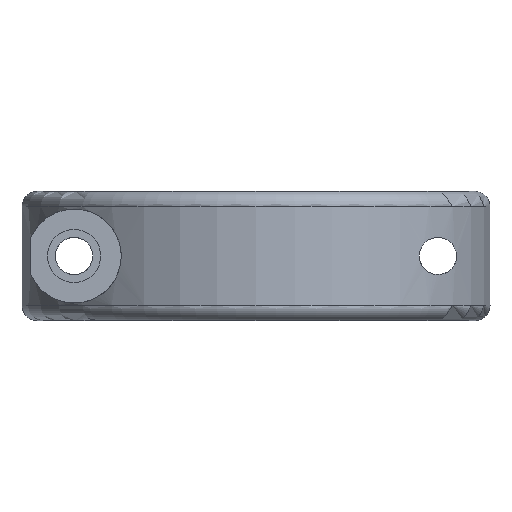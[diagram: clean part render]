
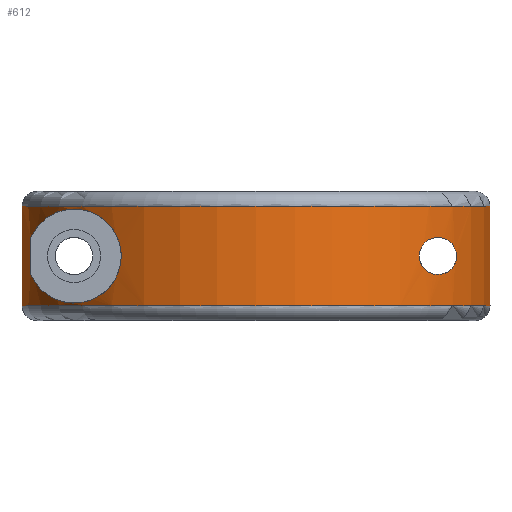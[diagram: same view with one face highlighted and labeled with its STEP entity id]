
A CAD part, front view. The second image highlights one B-rep face of the part: STEP entity #612.
In plain terms, the highlighted cylindrical face has radius 10 mm (diameter 20 mm), a partial arc.
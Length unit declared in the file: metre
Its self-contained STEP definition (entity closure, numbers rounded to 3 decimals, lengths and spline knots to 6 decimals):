
#23=CYLINDRICAL_SURFACE('',#687,0.01);
#44=FACE_BOUND('',#208,.T.);
#45=FACE_BOUND('',#209,.T.);
#72=LINE('',#1190,#98);
#76=LINE('',#1232,#102);
#78=LINE('',#1316,#104);
#98=VECTOR('',#817,0.00423);
#102=VECTOR('',#841,0.00423);
#104=VECTOR('',#859,0.001581);
#119=B_SPLINE_CURVE_WITH_KNOTS('',3,(#1245,#1246,#1247,#1248,#1249,#1250,
#1251,#1252,#1253,#1254,#1255,#1256,#1257,#1258,#1259,#1260,#1261,#1262,
#1263,#1264,#1265,#1266,#1267,#1268,#1269,#1270,#1271,#1272,#1273,#1274,
#1275,#1276,#1277,#1278,#1279,#1280,#1281,#1282),.UNSPECIFIED.,.T.,.F.,
(4,2,2,2,2,2,2,2,2,2,2,2,2,2,2,2,2,2,4),(-0.632377,-0.61711,
-0.601844,-0.57131,-0.518956,-0.466601,
-0.42056,-0.37452,-0.345354,-0.316188,
-0.287023,-0.257857,-0.211817,-0.165776,
-0.113421,-0.061067,-0.030533,-0.015267,
0.),.UNSPECIFIED.);
#120=B_SPLINE_CURVE_WITH_KNOTS('',3,(#1285,#1286,#1287,#1288,#1289,#1290,
#1291,#1292,#1293,#1294,#1295,#1296,#1297,#1298,#1299,#1300,#1301,#1302,
#1303,#1304,#1305,#1306,#1307,#1308,#1309,#1310,#1311,#1312,#1313,#1314,
#1315),.UNSPECIFIED.,.F.,.F.,(4,2,2,2,2,2,2,3,2,2,2,2,2,2,4),(-0.762841,
-0.68336,-0.523783,-0.364205,-0.255422,
-0.146638,-0.073319,0.,0.073319,0.146638,
0.255422,0.364205,0.523783,0.68336,
0.762841),.UNSPECIFIED.);
#162=FACE_OUTER_BOUND('',#207,.T.);
#207=EDGE_LOOP('',(#553,#554,#555,#556));
#208=EDGE_LOOP('',(#557));
#209=EDGE_LOOP('',(#558,#559));
#246=CIRCLE('',#686,0.01);
#247=CIRCLE('',#688,0.01);
#303=VERTEX_POINT('',#1187);
#304=VERTEX_POINT('',#1189);
#311=VERTEX_POINT('',#1229);
#312=VERTEX_POINT('',#1231);
#315=VERTEX_POINT('',#1244);
#316=VERTEX_POINT('',#1283);
#317=VERTEX_POINT('',#1284);
#380=EDGE_CURVE('',#304,#303,#72,.T.);
#392=EDGE_CURVE('',#312,#311,#76,.T.);
#397=EDGE_CURVE('',#303,#312,#246,.T.);
#398=EDGE_CURVE('',#311,#304,#247,.T.);
#399=EDGE_CURVE('',#315,#315,#119,.T.);
#400=EDGE_CURVE('',#316,#317,#120,.T.);
#401=EDGE_CURVE('',#317,#316,#78,.T.);
#553=ORIENTED_EDGE('',*,*,#398,.T.);
#554=ORIENTED_EDGE('',*,*,#380,.T.);
#555=ORIENTED_EDGE('',*,*,#397,.T.);
#556=ORIENTED_EDGE('',*,*,#392,.T.);
#557=ORIENTED_EDGE('',*,*,#399,.T.);
#558=ORIENTED_EDGE('',*,*,#400,.T.);
#559=ORIENTED_EDGE('',*,*,#401,.T.);
#612=ADVANCED_FACE('',(#162,#44,#45),#23,.T.);
#686=AXIS2_PLACEMENT_3D('',#1241,#853,#854);
#687=AXIS2_PLACEMENT_3D('',#1242,#855,#856);
#688=AXIS2_PLACEMENT_3D('',#1243,#857,#858);
#817=DIRECTION('',(0.,0.,-1.));
#841=DIRECTION('',(0.,0.,1.));
#853=DIRECTION('center_axis',(0.,0.,1.));
#854=DIRECTION('ref_axis',(-0.997,-0.08,0.));
#855=DIRECTION('center_axis',(0.,0.,-1.));
#856=DIRECTION('ref_axis',(-1.,0.,0.));
#857=DIRECTION('center_axis',(0.,0.,-1.));
#858=DIRECTION('ref_axis',(0.997,-0.08,0.));
#859=DIRECTION('',(0.,0.,1.));
#1187=CARTESIAN_POINT('',(-0.008965,0.009438,0.016793));
#1189=CARTESIAN_POINT('',(-0.008965,0.009438,0.021023));
#1190=CARTESIAN_POINT('',(-0.008965,0.009438,0.021023));
#1229=CARTESIAN_POINT('',(0.01097,0.009438,0.021023));
#1231=CARTESIAN_POINT('',(0.01097,0.009438,0.016793));
#1232=CARTESIAN_POINT('',(0.01097,0.009438,0.016793));
#1241=CARTESIAN_POINT('Origin',(0.001003,0.010238,0.016793));
#1242=CARTESIAN_POINT('Origin',(0.001003,0.010238,0.021108));
#1243=CARTESIAN_POINT('Origin',(0.001003,0.010238,0.021023));
#1244=CARTESIAN_POINT('',(0.007959,0.003054,0.018908));
#1245=CARTESIAN_POINT('Ctrl Pts',(0.009546,0.005041,
0.018908));
#1246=CARTESIAN_POINT('Ctrl Pts',(0.009546,0.005041,
0.018857));
#1247=CARTESIAN_POINT('Ctrl Pts',(0.009541,0.005033,
0.018807));
#1248=CARTESIAN_POINT('Ctrl Pts',(0.009523,0.005003,
0.018712));
#1249=CARTESIAN_POINT('Ctrl Pts',(0.00951,0.004982,
0.018666));
#1250=CARTESIAN_POINT('Ctrl Pts',(0.009461,0.004903,
0.018539));
#1251=CARTESIAN_POINT('Ctrl Pts',(0.009416,0.004831,
0.018466));
#1252=CARTESIAN_POINT('Ctrl Pts',(0.00929,0.00464,
0.018311));
#1253=CARTESIAN_POINT('Ctrl Pts',(0.009192,0.004496,
0.018237));
#1254=CARTESIAN_POINT('Ctrl Pts',(0.008978,0.004203,
0.018138));
#1255=CARTESIAN_POINT('Ctrl Pts',(0.008863,0.004053,
0.018115));
#1256=CARTESIAN_POINT('Ctrl Pts',(0.008656,0.003799,
0.018115));
#1257=CARTESIAN_POINT('Ctrl Pts',(0.008547,0.003672,
0.018133));
#1258=CARTESIAN_POINT('Ctrl Pts',(0.008336,0.003437,
0.018223));
#1259=CARTESIAN_POINT('Ctrl Pts',(0.008234,0.00333,
0.018294));
#1260=CARTESIAN_POINT('Ctrl Pts',(0.008098,0.003191,
0.018452));
#1261=CARTESIAN_POINT('Ctrl Pts',(0.008047,0.003141,
0.018531));
#1262=CARTESIAN_POINT('Ctrl Pts',(0.007978,0.003072,
0.018711));
#1263=CARTESIAN_POINT('Ctrl Pts',(0.007959,0.003054,
0.018811));
#1264=CARTESIAN_POINT('Ctrl Pts',(0.007959,0.003054,
0.019006));
#1265=CARTESIAN_POINT('Ctrl Pts',(0.007978,0.003072,
0.019106));
#1266=CARTESIAN_POINT('Ctrl Pts',(0.008047,0.003141,
0.019285));
#1267=CARTESIAN_POINT('Ctrl Pts',(0.008098,0.003191,
0.019364));
#1268=CARTESIAN_POINT('Ctrl Pts',(0.008234,0.00333,
0.019523));
#1269=CARTESIAN_POINT('Ctrl Pts',(0.008336,0.003437,
0.019594));
#1270=CARTESIAN_POINT('Ctrl Pts',(0.008547,0.003672,
0.019684));
#1271=CARTESIAN_POINT('Ctrl Pts',(0.008656,0.003799,
0.019702));
#1272=CARTESIAN_POINT('Ctrl Pts',(0.008863,0.004053,
0.019702));
#1273=CARTESIAN_POINT('Ctrl Pts',(0.008978,0.004203,
0.019678));
#1274=CARTESIAN_POINT('Ctrl Pts',(0.009192,0.004496,
0.01958));
#1275=CARTESIAN_POINT('Ctrl Pts',(0.00929,0.00464,
0.019506));
#1276=CARTESIAN_POINT('Ctrl Pts',(0.009416,0.004831,
0.019351));
#1277=CARTESIAN_POINT('Ctrl Pts',(0.009461,0.004903,
0.019278));
#1278=CARTESIAN_POINT('Ctrl Pts',(0.00951,0.004982,
0.01915));
#1279=CARTESIAN_POINT('Ctrl Pts',(0.009523,0.005003,
0.019105));
#1280=CARTESIAN_POINT('Ctrl Pts',(0.009541,0.005033,
0.019009));
#1281=CARTESIAN_POINT('Ctrl Pts',(0.009546,0.005041,
0.018959));
#1282=CARTESIAN_POINT('Ctrl Pts',(0.009546,0.005041,
0.018908));
#1283=CARTESIAN_POINT('',(-0.008592,0.007418,0.019699));
#1284=CARTESIAN_POINT('',(-0.008592,0.007418,0.018118));
#1285=CARTESIAN_POINT('Ctrl Pts',(-0.008592,0.007418,
0.019699));
#1286=CARTESIAN_POINT('Ctrl Pts',(-0.008524,0.007189,
0.019856));
#1287=CARTESIAN_POINT('Ctrl Pts',(-0.008441,0.006939,
0.019994));
#1288=CARTESIAN_POINT('Ctrl Pts',(-0.008187,0.006264,
0.020335));
#1289=CARTESIAN_POINT('Ctrl Pts',(-0.00796,0.005767,
0.020537));
#1290=CARTESIAN_POINT('Ctrl Pts',(-0.007409,0.004801,
0.020828));
#1291=CARTESIAN_POINT('Ctrl Pts',(-0.007084,0.00433,
0.020915));
#1292=CARTESIAN_POINT('Ctrl Pts',(-0.006518,0.003637,
0.020915));
#1293=CARTESIAN_POINT('Ctrl Pts',(-0.006252,0.003345,
0.020874));
#1294=CARTESIAN_POINT('Ctrl Pts',(-0.005723,0.002828,
0.020657));
#1295=CARTESIAN_POINT('Ctrl Pts',(-0.005461,0.002602,
0.020481));
#1296=CARTESIAN_POINT('Ctrl Pts',(-0.005105,0.002317,
0.020081));
#1297=CARTESIAN_POINT('Ctrl Pts',(-0.004971,0.002217,
0.019874));
#1298=CARTESIAN_POINT('Ctrl Pts',(-0.004789,0.002084,
0.01941));
#1299=CARTESIAN_POINT('Ctrl Pts',(-0.004741,0.002052,
0.019153));
#1300=CARTESIAN_POINT('Ctrl Pts',(-0.004741,0.002052,
0.018908));
#1301=CARTESIAN_POINT('Ctrl Pts',(-0.004741,0.002052,
0.018664));
#1302=CARTESIAN_POINT('Ctrl Pts',(-0.004789,0.002084,
0.018407));
#1303=CARTESIAN_POINT('Ctrl Pts',(-0.004971,0.002217,
0.017943));
#1304=CARTESIAN_POINT('Ctrl Pts',(-0.005105,0.002317,
0.017736));
#1305=CARTESIAN_POINT('Ctrl Pts',(-0.005461,0.002602,
0.017336));
#1306=CARTESIAN_POINT('Ctrl Pts',(-0.005723,0.002828,
0.017159));
#1307=CARTESIAN_POINT('Ctrl Pts',(-0.006252,0.003345,
0.016943));
#1308=CARTESIAN_POINT('Ctrl Pts',(-0.006518,0.003637,
0.016902));
#1309=CARTESIAN_POINT('Ctrl Pts',(-0.007084,0.00433,
0.016902));
#1310=CARTESIAN_POINT('Ctrl Pts',(-0.007409,0.004801,
0.016988));
#1311=CARTESIAN_POINT('Ctrl Pts',(-0.00796,0.005767,
0.017279));
#1312=CARTESIAN_POINT('Ctrl Pts',(-0.008187,0.006264,
0.017482));
#1313=CARTESIAN_POINT('Ctrl Pts',(-0.008441,0.006939,
0.017822));
#1314=CARTESIAN_POINT('Ctrl Pts',(-0.008524,0.007189,
0.01796));
#1315=CARTESIAN_POINT('Ctrl Pts',(-0.008592,0.007418,
0.018118));
#1316=CARTESIAN_POINT('',(-0.008592,0.007418,0.018118));
